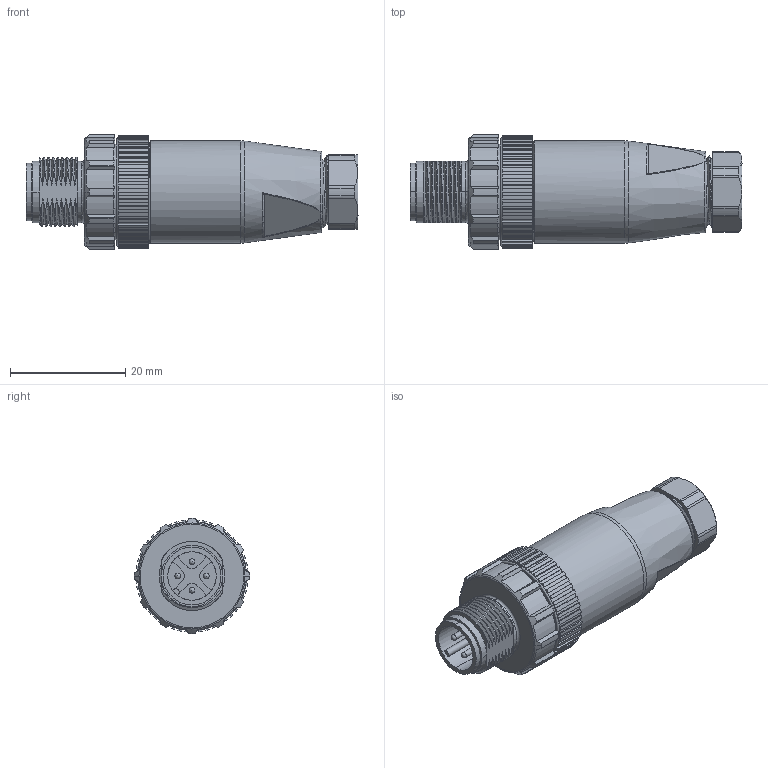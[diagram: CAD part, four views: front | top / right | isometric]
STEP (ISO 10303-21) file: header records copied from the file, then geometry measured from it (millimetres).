
FILE_DESCRIPTION(/* description */ (''),/* implementation_level */ '2;1');
FILE_NAME(/* name */ 'EZ4112-0-7.stp',/* time_stamp */ '2023-03-02T09:33:52+08:00',/* author */ (''),/* organization */ (''),/* preprocessor_version */ 'ST-DEVELOPER v16',/* originating_system */ 'SIEMENS PLM Software NX 10.0',/* authorisation */ '');
FILE_SCHEMA (('AP203_CONFIGURATION_CONTROLLED_3D_DESIGN_OF_MECHANICAL_PARTS_AND_ASSEMBLIES_MIM_LF { 1 0 10303 403 2 1 2}'));
Length unit declared in the file: millimetre
Products named in the file (1): dell73A46962vbww
Bounding box: 57.54 x 20 x 20 mm (x, y, z)
Volume: 11145.4 mm3; surface area: 4426.6 mm2
Topology: 1 solids, 1 shells, 526 faces, 1451 edges, 933 vertices
Faces by surface type: plane 243, cylinder 188, bspline 49, torus 34, sphere 8, cone 4
Full cylindrical faces by diameter (mm): 1 x4, 7 x1, 16.5 x1, 17.8 x1
Entity records: 22704 total; most frequent: CARTESIAN_POINT 9944, ORIENTED_EDGE 2832, DIRECTION 2411, EDGE_CURVE 1416, VERTEX_POINT 918, AXIS2_PLACEMENT_3D 891, LINE 629, VECTOR 629
